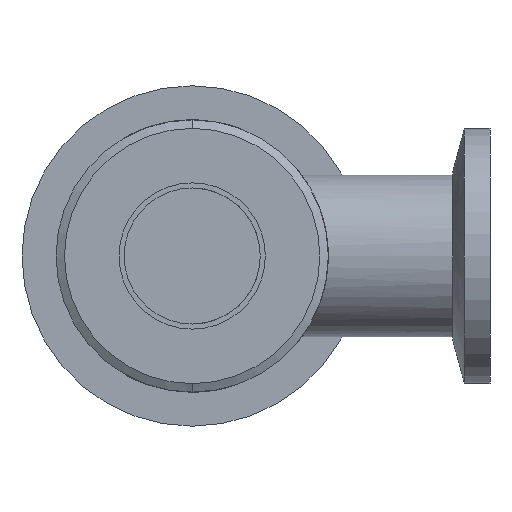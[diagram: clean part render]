
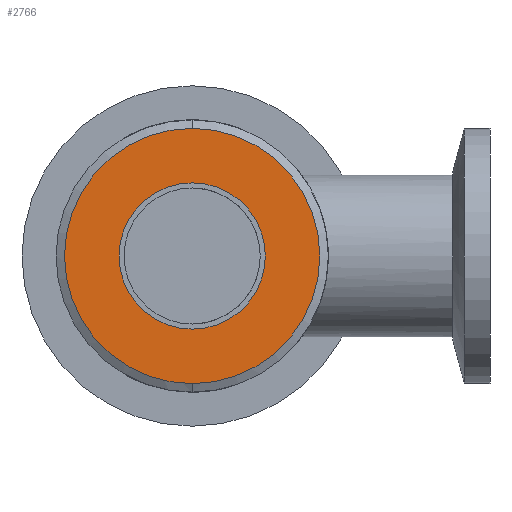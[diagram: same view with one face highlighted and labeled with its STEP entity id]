
A CAD part, front view. The second image highlights one B-rep face of the part: STEP entity #2766.
In plain terms, the highlighted planar face has unit normal (0, -1, 0).
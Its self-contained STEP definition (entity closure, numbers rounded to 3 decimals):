
#462 = DIRECTION ( 'NONE',  ( 0., -1., 0. ) ) ;
#1605 = PLANE ( 'NONE',  #33224 ) ;
#1996 = DIRECTION ( 'NONE',  ( 0., 1., 0. ) ) ;
#2766 = ADVANCED_FACE ( 'NONE', ( #5894, #25658 ), #1605, .F. ) ;
#3930 = CARTESIAN_POINT ( 'NONE',  ( 0., -35., -15. ) ) ;
#5894 = FACE_BOUND ( 'NONE', #41683, .T. ) ;
#8500 = CARTESIAN_POINT ( 'NONE',  ( 0., -35., 0. ) ) ;
#10416 = CARTESIAN_POINT ( 'NONE',  ( 0., -35., 8.6 ) ) ;
#10448 = CARTESIAN_POINT ( 'NONE',  ( 0., -35., 0. ) ) ;
#10647 = CARTESIAN_POINT ( 'NONE',  ( 0., -35., -8.6 ) ) ;
#11771 = AXIS2_PLACEMENT_3D ( 'NONE', #14291, #1996, #18799 ) ;
#11845 = VERTEX_POINT ( 'NONE', #10647 ) ;
#14291 = CARTESIAN_POINT ( 'NONE',  ( 0., -35., 0. ) ) ;
#18799 = DIRECTION ( 'NONE',  ( 0., 0., 1. ) ) ;
#20994 = EDGE_CURVE ( 'NONE', #11845, #21539, #45386, .T. ) ;
#21539 = VERTEX_POINT ( 'NONE', #10416 ) ;
#22172 = DIRECTION ( 'NONE',  ( 0., 1., 0. ) ) ;
#22365 = AXIS2_PLACEMENT_3D ( 'NONE', #40982, #29751, #36702 ) ;
#22443 = DIRECTION ( 'NONE',  ( 0., 0., 1. ) ) ;
#22810 = CIRCLE ( 'NONE', #45862, 15. ) ;
#23302 = EDGE_CURVE ( 'NONE', #26751, #36929, #22810, .T. ) ;
#24432 = EDGE_CURVE ( 'NONE', #21539, #11845, #27946, .T. ) ;
#24989 = CIRCLE ( 'NONE', #42043, 15. ) ;
#25658 = FACE_OUTER_BOUND ( 'NONE', #28254, .T. ) ;
#26751 = VERTEX_POINT ( 'NONE', #3930 ) ;
#26939 = CARTESIAN_POINT ( 'NONE',  ( 0., -35., 0. ) ) ;
#27946 = CIRCLE ( 'NONE', #11771, 8.6 ) ;
#28254 = EDGE_LOOP ( 'NONE', ( #29636, #45379 ) ) ;
#28939 = ORIENTED_EDGE ( 'NONE', *, *, #20994, .T. ) ;
#29636 = ORIENTED_EDGE ( 'NONE', *, *, #23302, .T. ) ;
#29751 = DIRECTION ( 'NONE',  ( 0., 1., 0. ) ) ;
#33224 = AXIS2_PLACEMENT_3D ( 'NONE', #10448, #22172, #22443 ) ;
#36702 = DIRECTION ( 'NONE',  ( 0., 0., 1. ) ) ;
#36929 = VERTEX_POINT ( 'NONE', #40428 ) ;
#39228 = DIRECTION ( 'NONE',  ( 0., -1., 0. ) ) ;
#40428 = CARTESIAN_POINT ( 'NONE',  ( 0., -35., 15. ) ) ;
#40982 = CARTESIAN_POINT ( 'NONE',  ( 0., -35., 0. ) ) ;
#41067 = DIRECTION ( 'NONE',  ( 0., 0., -1. ) ) ;
#41132 = ORIENTED_EDGE ( 'NONE', *, *, #24432, .T. ) ;
#41683 = EDGE_LOOP ( 'NONE', ( #41132, #28939 ) ) ;
#42043 = AXIS2_PLACEMENT_3D ( 'NONE', #26939, #39228, #51475 ) ;
#45379 = ORIENTED_EDGE ( 'NONE', *, *, #51309, .T. ) ;
#45386 = CIRCLE ( 'NONE', #22365, 8.6 ) ;
#45862 = AXIS2_PLACEMENT_3D ( 'NONE', #8500, #462, #41067 ) ;
#51309 = EDGE_CURVE ( 'NONE', #36929, #26751, #24989, .T. ) ;
#51475 = DIRECTION ( 'NONE',  ( 0., 0., -1. ) ) ;
